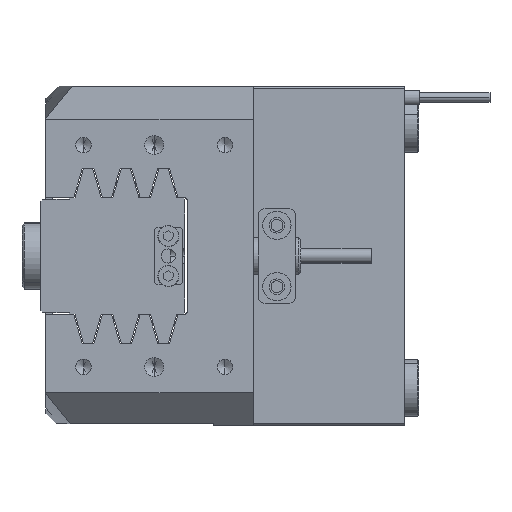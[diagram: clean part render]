
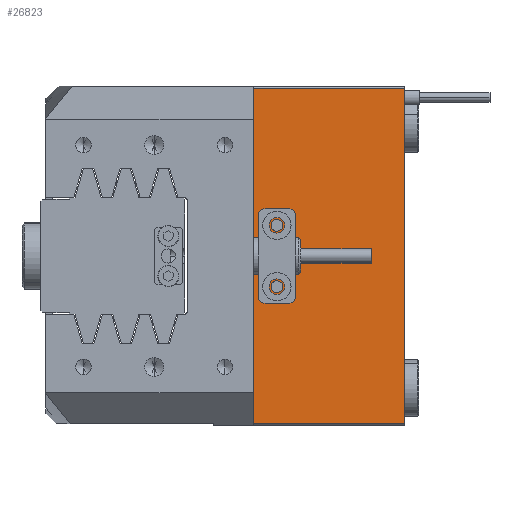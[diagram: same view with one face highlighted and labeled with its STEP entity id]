
A CAD part, left-side view. The second image highlights one B-rep face of the part: STEP entity #26823.
In plain terms, the highlighted planar face has unit normal (-1, 0, 0).
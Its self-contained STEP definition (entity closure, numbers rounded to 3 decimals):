
#108 = VERTEX_POINT ( 'NONE', #33512 ) ;
#466 = DIRECTION ( 'NONE',  ( -1., 0., 0. ) ) ;
#745 = CARTESIAN_POINT ( 'NONE',  ( -62.5, -14., 35.5 ) ) ;
#1059 = VERTEX_POINT ( 'NONE', #26206 ) ;
#3012 = LINE ( 'NONE', #11003, #25408 ) ;
#3520 = EDGE_CURVE ( 'NONE', #34495, #26545, #31088, .T. ) ;
#4056 = CARTESIAN_POINT ( 'NONE',  ( -62.5, -19., -7.75 ) ) ;
#4461 = DIRECTION ( 'NONE',  ( 0., 0., 1. ) ) ;
#5321 = CARTESIAN_POINT ( 'NONE',  ( -62.5, -14., -35.5 ) ) ;
#5564 = EDGE_CURVE ( 'NONE', #38023, #8919, #22344, .T. ) ;
#7364 = AXIS2_PLACEMENT_3D ( 'NONE', #33497, #466, #27650 ) ;
#8009 = CARTESIAN_POINT ( 'NONE',  ( -62.5, -19., -6.5 ) ) ;
#8470 = CARTESIAN_POINT ( 'NONE',  ( -62.5, -19., 6.5 ) ) ;
#8518 = FACE_BOUND ( 'NONE', #28457, .T. ) ;
#8919 = VERTEX_POINT ( 'NONE', #30725 ) ;
#9799 = CARTESIAN_POINT ( 'NONE',  ( -62.5, -19., -6.5 ) ) ;
#10750 = ORIENTED_EDGE ( 'NONE', *, *, #30166, .T. ) ;
#11003 = CARTESIAN_POINT ( 'NONE',  ( -62.5, -14., 36. ) ) ;
#11536 = ORIENTED_EDGE ( 'NONE', *, *, #21294, .F. ) ;
#11679 = DIRECTION ( 'NONE',  ( 1., 0., 0. ) ) ;
#12369 = FACE_BOUND ( 'NONE', #14692, .T. ) ;
#12826 = CARTESIAN_POINT ( 'NONE',  ( -62.5, -19., 5.25 ) ) ;
#14692 = EDGE_LOOP ( 'NONE', ( #18269, #18500 ) ) ;
#15494 = CARTESIAN_POINT ( 'NONE',  ( -62.5, -46., -35.5 ) ) ;
#15571 = AXIS2_PLACEMENT_3D ( 'NONE', #9799, #31941, #4461 ) ;
#15631 = DIRECTION ( 'NONE',  ( 0., -1., 0. ) ) ;
#16549 = VECTOR ( 'NONE', #39387, 1000. ) ;
#17280 = CIRCLE ( 'NONE', #28182, 1.25 ) ;
#18269 = ORIENTED_EDGE ( 'NONE', *, *, #33754, .F. ) ;
#18444 = EDGE_LOOP ( 'NONE', ( #37123, #24162, #28028, #10750 ) ) ;
#18500 = ORIENTED_EDGE ( 'NONE', *, *, #3520, .F. ) ;
#20307 = DIRECTION ( 'NONE',  ( 0., 0., 1. ) ) ;
#20318 = LINE ( 'NONE', #23034, #24161 ) ;
#20645 = AXIS2_PLACEMENT_3D ( 'NONE', #8009, #25880, #26133 ) ;
#21294 = EDGE_CURVE ( 'NONE', #1059, #27067, #21576, .T. ) ;
#21576 = CIRCLE ( 'NONE', #15571, 1.25 ) ;
#22344 = LINE ( 'NONE', #15494, #28066 ) ;
#23034 = CARTESIAN_POINT ( 'NONE',  ( -62.5, -46., 36. ) ) ;
#24161 = VECTOR ( 'NONE', #38479, 1000. ) ;
#24162 = ORIENTED_EDGE ( 'NONE', *, *, #5564, .T. ) ;
#24351 = CARTESIAN_POINT ( 'NONE',  ( -62.5, -46., 35.5 ) ) ;
#25408 = VECTOR ( 'NONE', #32362, 1000. ) ;
#25880 = DIRECTION ( 'NONE',  ( -1., 0., 0. ) ) ;
#26133 = DIRECTION ( 'NONE',  ( 0., 0., 1. ) ) ;
#26206 = CARTESIAN_POINT ( 'NONE',  ( -62.5, -19., -5.25 ) ) ;
#26257 = EDGE_CURVE ( 'NONE', #108, #8919, #20318, .T. ) ;
#26466 = CIRCLE ( 'NONE', #20645, 1.25 ) ;
#26545 = VERTEX_POINT ( 'NONE', #27335 ) ;
#26592 = ORIENTED_EDGE ( 'NONE', *, *, #31727, .F. ) ;
#26823 = ADVANCED_FACE ( 'NONE', ( #12369, #8518, #31924 ), #39356, .F. ) ;
#26882 = DIRECTION ( 'NONE',  ( 0., 0., -1. ) ) ;
#27067 = VERTEX_POINT ( 'NONE', #4056 ) ;
#27335 = CARTESIAN_POINT ( 'NONE',  ( -62.5, -19., 7.75 ) ) ;
#27650 = DIRECTION ( 'NONE',  ( 0., 0., 1. ) ) ;
#28028 = ORIENTED_EDGE ( 'NONE', *, *, #26257, .F. ) ;
#28066 = VECTOR ( 'NONE', #15631, 1000. ) ;
#28182 = AXIS2_PLACEMENT_3D ( 'NONE', #8470, #29823, #20307 ) ;
#28457 = EDGE_LOOP ( 'NONE', ( #11536, #26592 ) ) ;
#29823 = DIRECTION ( 'NONE',  ( -1., 0., 0. ) ) ;
#30166 = EDGE_CURVE ( 'NONE', #108, #37239, #35629, .T. ) ;
#30725 = CARTESIAN_POINT ( 'NONE',  ( -62.5, -46., -35.5 ) ) ;
#31088 = CIRCLE ( 'NONE', #7364, 1.25 ) ;
#31727 = EDGE_CURVE ( 'NONE', #27067, #1059, #26466, .T. ) ;
#31924 = FACE_OUTER_BOUND ( 'NONE', #18444, .T. ) ;
#31941 = DIRECTION ( 'NONE',  ( -1., 0., 0. ) ) ;
#32362 = DIRECTION ( 'NONE',  ( 0., 0., -1. ) ) ;
#33497 = CARTESIAN_POINT ( 'NONE',  ( -62.5, -19., 6.5 ) ) ;
#33512 = CARTESIAN_POINT ( 'NONE',  ( -62.5, -46., 35.5 ) ) ;
#33753 = EDGE_CURVE ( 'NONE', #37239, #38023, #3012, .T. ) ;
#33754 = EDGE_CURVE ( 'NONE', #26545, #34495, #17280, .T. ) ;
#34495 = VERTEX_POINT ( 'NONE', #12826 ) ;
#34845 = AXIS2_PLACEMENT_3D ( 'NONE', #36036, #11679, #26882 ) ;
#35629 = LINE ( 'NONE', #24351, #16549 ) ;
#36036 = CARTESIAN_POINT ( 'NONE',  ( -62.5, -46., 36. ) ) ;
#37123 = ORIENTED_EDGE ( 'NONE', *, *, #33753, .T. ) ;
#37239 = VERTEX_POINT ( 'NONE', #745 ) ;
#38023 = VERTEX_POINT ( 'NONE', #5321 ) ;
#38479 = DIRECTION ( 'NONE',  ( 0., 0., -1. ) ) ;
#39356 = PLANE ( 'NONE',  #34845 ) ;
#39387 = DIRECTION ( 'NONE',  ( 0., 1., 0. ) ) ;
